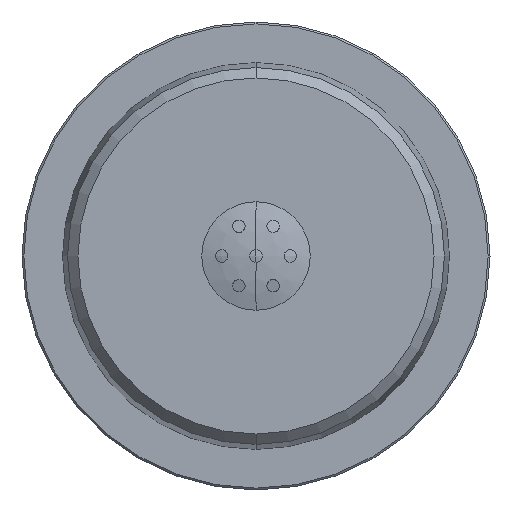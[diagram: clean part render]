
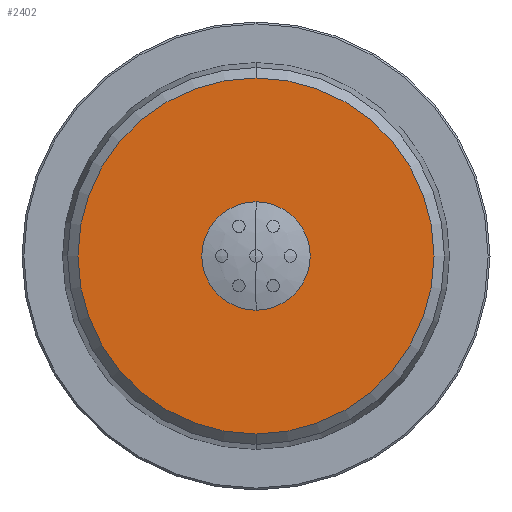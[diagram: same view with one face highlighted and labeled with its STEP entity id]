
A CAD part, front view. The second image highlights one B-rep face of the part: STEP entity #2402.
In plain terms, the highlighted planar face has unit normal (0, -1, 0).
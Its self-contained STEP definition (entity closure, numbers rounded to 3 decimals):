
#174 = AXIS2_PLACEMENT_3D ( 'NONE', #1730, #3225, #866 ) ;
#192 = CARTESIAN_POINT ( 'NONE',  ( -9.908, -21.769, 0. ) ) ;
#213 = CARTESIAN_POINT ( 'NONE',  ( -9.908, -21.769, 0. ) ) ;
#333 = DIRECTION ( 'NONE',  ( 0., 1., 0. ) ) ;
#382 = DIRECTION ( 'NONE',  ( 0., 1., 0. ) ) ;
#392 = CARTESIAN_POINT ( 'NONE',  ( -9.908, -21.769, 0. ) ) ;
#437 = EDGE_LOOP ( 'NONE', ( #3005, #510 ) ) ;
#510 = ORIENTED_EDGE ( 'NONE', *, *, #3131, .T. ) ;
#622 = VERTEX_POINT ( 'NONE', #3471 ) ;
#649 = AXIS2_PLACEMENT_3D ( 'NONE', #192, #2789, #1332 ) ;
#866 = DIRECTION ( 'NONE',  ( 0., 0., -1. ) ) ;
#867 = DIRECTION ( 'NONE',  ( 0., 0., -1. ) ) ;
#880 = CIRCLE ( 'NONE', #2142, 8.695 ) ;
#881 = EDGE_CURVE ( 'NONE', #1122, #622, #2800, .T. ) ;
#962 = AXIS2_PLACEMENT_3D ( 'NONE', #213, #1907, #2221 ) ;
#1117 = CARTESIAN_POINT ( 'NONE',  ( -9.908, -21.769, 28.526 ) ) ;
#1122 = VERTEX_POINT ( 'NONE', #1117 ) ;
#1125 = CARTESIAN_POINT ( 'NONE',  ( -9.908, -21.769, 0. ) ) ;
#1280 = VERTEX_POINT ( 'NONE', #3359 ) ;
#1332 = DIRECTION ( 'NONE',  ( 0., 0., 1. ) ) ;
#1418 = AXIS2_PLACEMENT_3D ( 'NONE', #392, #382, #1804 ) ;
#1730 = CARTESIAN_POINT ( 'NONE',  ( 8.702, -21.769, 0. ) ) ;
#1804 = DIRECTION ( 'NONE',  ( 0., 0., -1. ) ) ;
#1907 = DIRECTION ( 'NONE',  ( 0., 1., 0. ) ) ;
#2027 = ORIENTED_EDGE ( 'NONE', *, *, #3740, .F. ) ;
#2141 = ORIENTED_EDGE ( 'NONE', *, *, #881, .F. ) ;
#2142 = AXIS2_PLACEMENT_3D ( 'NONE', #1125, #333, #867 ) ;
#2221 = DIRECTION ( 'NONE',  ( 0., 0., 1. ) ) ;
#2336 = PLANE ( 'NONE',  #174 ) ;
#2402 = ADVANCED_FACE ( 'NONE', ( #2682, #3463 ), #2336, .T. ) ;
#2429 = EDGE_CURVE ( 'NONE', #3712, #1280, #3421, .T. ) ;
#2682 = FACE_OUTER_BOUND ( 'NONE', #3388, .T. ) ;
#2729 = CARTESIAN_POINT ( 'NONE',  ( -9.908, -21.769, -8.695 ) ) ;
#2789 = DIRECTION ( 'NONE',  ( 0., 1., 0. ) ) ;
#2800 = CIRCLE ( 'NONE', #962, 28.526 ) ;
#3005 = ORIENTED_EDGE ( 'NONE', *, *, #2429, .T. ) ;
#3131 = EDGE_CURVE ( 'NONE', #1280, #3712, #880, .T. ) ;
#3225 = DIRECTION ( 'NONE',  ( 0., -1., 0. ) ) ;
#3359 = CARTESIAN_POINT ( 'NONE',  ( -9.908, -21.769, 8.695 ) ) ;
#3388 = EDGE_LOOP ( 'NONE', ( #2141, #2027 ) ) ;
#3421 = CIRCLE ( 'NONE', #1418, 8.695 ) ;
#3463 = FACE_BOUND ( 'NONE', #437, .T. ) ;
#3471 = CARTESIAN_POINT ( 'NONE',  ( -9.908, -21.769, -28.526 ) ) ;
#3543 = CIRCLE ( 'NONE', #649, 28.526 ) ;
#3712 = VERTEX_POINT ( 'NONE', #2729 ) ;
#3740 = EDGE_CURVE ( 'NONE', #622, #1122, #3543, .T. ) ;
